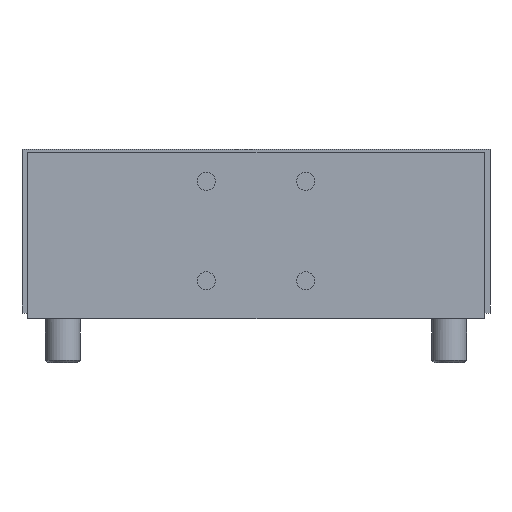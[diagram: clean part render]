
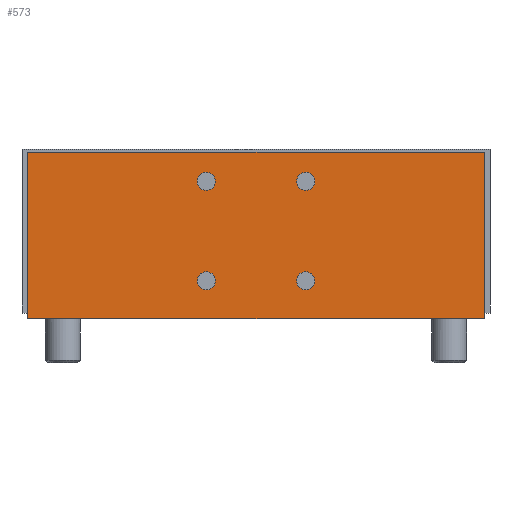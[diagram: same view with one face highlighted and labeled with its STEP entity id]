
A CAD part, left-side view. The second image highlights one B-rep face of the part: STEP entity #573.
In plain terms, the highlighted planar face has unit normal (-1, 0, 0).
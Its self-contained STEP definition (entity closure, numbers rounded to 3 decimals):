
#573 = ADVANCED_FACE( '', ( #1308, #1309, #1310, #1311, #1312 ), #1313, .F. );
#1308 = FACE_BOUND( '', #2083, .T. );
#1309 = FACE_BOUND( '', #2084, .T. );
#1310 = FACE_BOUND( '', #2085, .T. );
#1311 = FACE_BOUND( '', #2086, .T. );
#1312 = FACE_OUTER_BOUND( '', #2087, .T. );
#1313 = PLANE( '', #2088 );
#2083 = EDGE_LOOP( '', ( #3409 ) );
#2084 = EDGE_LOOP( '', ( #3410 ) );
#2085 = EDGE_LOOP( '', ( #3411 ) );
#2086 = EDGE_LOOP( '', ( #3412 ) );
#2087 = EDGE_LOOP( '', ( #3413, #3414, #3415, #3416 ) );
#2088 = AXIS2_PLACEMENT_3D( '', #3417, #3418, #3419 );
#3409 = ORIENTED_EDGE( '', *, *, #3916, .T. );
#3410 = ORIENTED_EDGE( '', *, *, #3830, .T. );
#3411 = ORIENTED_EDGE( '', *, *, #3633, .T. );
#3412 = ORIENTED_EDGE( '', *, *, #3923, .T. );
#3413 = ORIENTED_EDGE( '', *, *, #4019, .F. );
#3414 = ORIENTED_EDGE( '', *, *, #3787, .F. );
#3415 = ORIENTED_EDGE( '', *, *, #4023, .F. );
#3416 = ORIENTED_EDGE( '', *, *, #3965, .F. );
#3417 = CARTESIAN_POINT( '', ( -411., -44., 28. ) );
#3418 = DIRECTION( '', ( 1., 0., 0. ) );
#3419 = DIRECTION( '', ( 0., 1., 0. ) );
#3633 = EDGE_CURVE( '', #4177, #4177, #4178, .T. );
#3787 = EDGE_CURVE( '', #4427, #4429, #4430, .T. );
#3830 = EDGE_CURVE( '', #4498, #4498, #4499, .T. );
#3916 = EDGE_CURVE( '', #4625, #4625, #4626, .T. );
#3923 = EDGE_CURVE( '', #4636, #4636, #4637, .T. );
#3965 = EDGE_CURVE( '', #4693, #4695, #4696, .T. );
#4019 = EDGE_CURVE( '', #4429, #4693, #4764, .T. );
#4023 = EDGE_CURVE( '', #4695, #4427, #4768, .T. );
#4177 = VERTEX_POINT( '', #4982 );
#4178 = CIRCLE( '', #4983, 3.1 );
#4427 = VERTEX_POINT( '', #5319 );
#4429 = VERTEX_POINT( '', #5322 );
#4430 = LINE( '', #5323, #5324 );
#4498 = VERTEX_POINT( '', #5397 );
#4499 = CIRCLE( '', #5398, 3.1 );
#4625 = VERTEX_POINT( '', #5550 );
#4626 = CIRCLE( '', #5551, 3.1 );
#4636 = VERTEX_POINT( '', #5561 );
#4637 = CIRCLE( '', #5562, 3.1 );
#4693 = VERTEX_POINT( '', #5664 );
#4695 = VERTEX_POINT( '', #5667 );
#4696 = LINE( '', #5668, #5669 );
#4764 = LINE( '', #5782, #5783 );
#4768 = LINE( '', #5788, #5789 );
#4982 = CARTESIAN_POINT( '', ( -411., 20.1, 45. ) );
#4983 = AXIS2_PLACEMENT_3D( '', #5937, #5938, #5939 );
#5319 = CARTESIAN_POINT( '', ( -411., -78., 55. ) );
#5322 = CARTESIAN_POINT( '', ( -411., -78., -2. ) );
#5323 = CARTESIAN_POINT( '', ( -411., -78., 55. ) );
#5324 = VECTOR( '', #6151, 1000. );
#5397 = CARTESIAN_POINT( '', ( -411., -13.9, 11. ) );
#5398 = AXIS2_PLACEMENT_3D( '', #6220, #6221, #6222 );
#5550 = CARTESIAN_POINT( '', ( -411., 20.1, 11. ) );
#5551 = AXIS2_PLACEMENT_3D( '', #6336, #6337, #6338 );
#5561 = CARTESIAN_POINT( '', ( -411., -13.9, 45. ) );
#5562 = AXIS2_PLACEMENT_3D( '', #6348, #6349, #6350 );
#5664 = CARTESIAN_POINT( '', ( -411., 78., -2. ) );
#5667 = CARTESIAN_POINT( '', ( -411., 78., 55. ) );
#5668 = CARTESIAN_POINT( '', ( -411., 78., -2. ) );
#5669 = VECTOR( '', #6389, 1000. );
#5782 = CARTESIAN_POINT( '', ( -411., -78., -2. ) );
#5783 = VECTOR( '', #6441, 1000. );
#5788 = CARTESIAN_POINT( '', ( -411., 78., 55. ) );
#5789 = VECTOR( '', #6443, 1000. );
#5937 = CARTESIAN_POINT( '', ( -411., 17., 45. ) );
#5938 = DIRECTION( '', ( 1., 0., 0. ) );
#5939 = DIRECTION( '', ( 0., 1., 0. ) );
#6151 = DIRECTION( '', ( 0., 0., -1. ) );
#6220 = CARTESIAN_POINT( '', ( -411., -17., 11. ) );
#6221 = DIRECTION( '', ( 1., 0., 0. ) );
#6222 = DIRECTION( '', ( 0., 1., 0. ) );
#6336 = CARTESIAN_POINT( '', ( -411., 17., 11. ) );
#6337 = DIRECTION( '', ( 1., 0., 0. ) );
#6338 = DIRECTION( '', ( 0., 1., 0. ) );
#6348 = CARTESIAN_POINT( '', ( -411., -17., 45. ) );
#6349 = DIRECTION( '', ( 1., 0., 0. ) );
#6350 = DIRECTION( '', ( 0., 1., 0. ) );
#6389 = DIRECTION( '', ( 0., 0., 1. ) );
#6441 = DIRECTION( '', ( 0., 1., 0. ) );
#6443 = DIRECTION( '', ( 0., -1., 0. ) );
